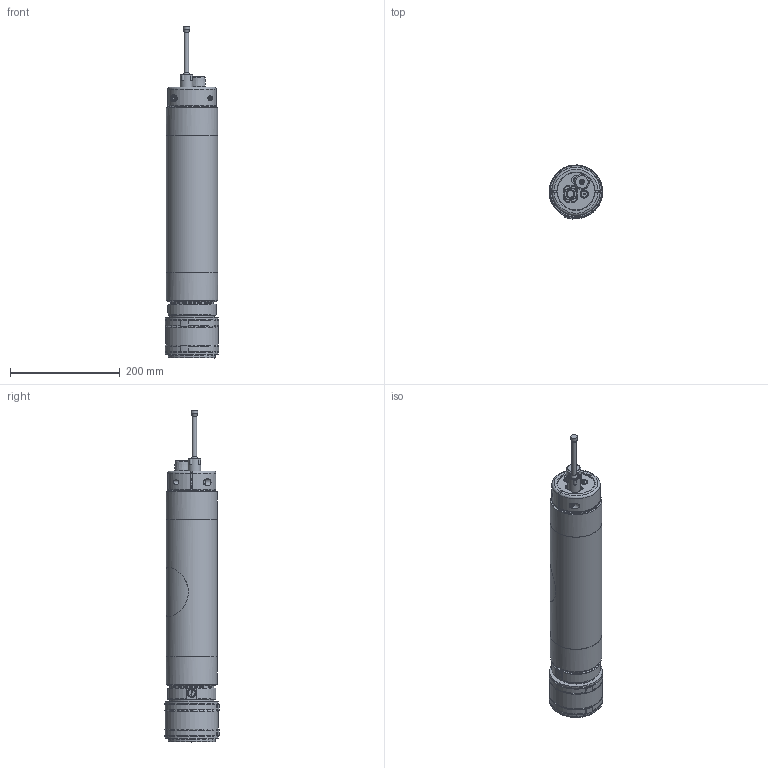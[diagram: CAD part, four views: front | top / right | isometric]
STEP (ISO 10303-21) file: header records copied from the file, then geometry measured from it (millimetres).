
FILE_DESCRIPTION(/* description */ (''),/* implementation_level */ '2;1');
FILE_NAME(/* name */ '8220-001-3112 - MF DIR Avtrak.stp',/* time_stamp */ '2016-08-03T09:14:39+01:00',/* author */ ('CTD'),/* organization */ (''),/* preprocessor_version */ 'ST-DEVELOPER v16.5',/* originating_system */ 'Autodesk Inventor 2017',/* authorisation */ '');
FILE_SCHEMA (('AUTOMOTIVE_DESIGN { 1 0 10303 214 3 1 1 }'));
Length unit declared in the file: millimetre
Products named in the file (1): 8220-001-3112 - MF DIR Avtrak
Bounding box: 97.9 x 99 x 604.1 mm (x, y, z)
Volume: 3328928.4 mm3; surface area: 214568.3 mm2
Topology: 1 solids, 1 shells, 419 faces, 1015 edges, 660 vertices
Faces by surface type: plane 163, cylinder 145, torus 64, cone 40, bspline 7
Full cylindrical faces by diameter (mm): 1 x1, 2 x1, 3.242 x1, 3.3 x1, 4.134 x2, 4.917 x1, 5 x2, 5.2 x4, 5.5 x4, 6 x1, 6.4 x1, 7.359 x2, 8 x1, 8.4 x4, 8.5 x2, 8.55 x4, 8.566 x2, 9 x2, 9.75 x1, 9.754 x1, 11.2 x1, 11.445 x7, 12 x2, 12.649 x1, 12.75 x1, 13.716 x1, 14.15 x1, 14.33 x1, 14.5 x2, 14.8 x1
Entity records: 13594 total; most frequent: CARTESIAN_POINT 4316, DIRECTION 1930, ORIENTED_EDGE 1554, AXIS2_PLACEMENT_3D 855, EDGE_CURVE 777, EDGE_LOOP 632, VERTEX_POINT 575, FACE_OUTER_BOUND 409
